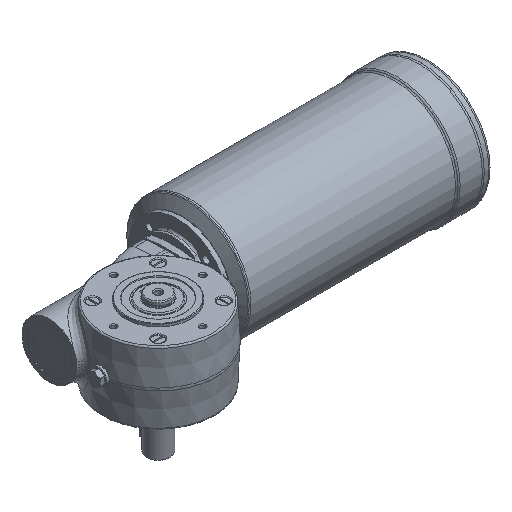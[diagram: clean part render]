
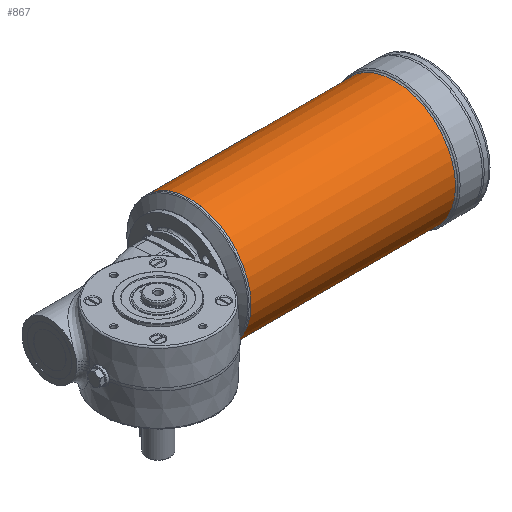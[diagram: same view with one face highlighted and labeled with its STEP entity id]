
A CAD part, isometric view. The second image highlights one B-rep face of the part: STEP entity #867.
In plain terms, the highlighted cylindrical face has radius 64.5 mm (diameter 129 mm), a full revolution.
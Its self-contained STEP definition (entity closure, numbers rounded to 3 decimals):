
#867 = ADVANCED_FACE( '', ( #2084, #2085 ), #2086, .T. );
#2084 = FACE_OUTER_BOUND( '', #5486, .T. );
#2085 = FACE_OUTER_BOUND( '', #5487, .T. );
#2086 = CYLINDRICAL_SURFACE( '', #5488, 64.5 );
#5486 = EDGE_LOOP( '', ( #8742 ) );
#5487 = EDGE_LOOP( '', ( #8743 ) );
#5488 = AXIS2_PLACEMENT_3D( '', #8744, #8745, #8746 );
#8742 = ORIENTED_EDGE( '', *, *, #11317, .T. );
#8743 = ORIENTED_EDGE( '', *, *, #11094, .T. );
#8744 = CARTESIAN_POINT( '', ( 243.668, 50., 0. ) );
#8745 = DIRECTION( '', ( -1., 0., 0. ) );
#8746 = DIRECTION( '', ( 0., 1., 0. ) );
#11094 = EDGE_CURVE( '', #12687, #12687, #12688, .T. );
#11317 = EDGE_CURVE( '', #13014, #13014, #13015, .F. );
#12687 = VERTEX_POINT( '', #15819 );
#12688 = CIRCLE( '', #15820, 64.5 );
#13014 = VERTEX_POINT( '', #16527 );
#13015 = CIRCLE( '', #16528, 64.5 );
#15819 = CARTESIAN_POINT( '', ( 83.5, 114.5, 0. ) );
#15820 = AXIS2_PLACEMENT_3D( '', #18365, #18366, #18367 );
#16527 = CARTESIAN_POINT( '', ( 299.672, 114.5, 0. ) );
#16528 = AXIS2_PLACEMENT_3D( '', #18656, #18657, #18658 );
#18365 = CARTESIAN_POINT( '', ( 83.5, 50., 0. ) );
#18366 = DIRECTION( '', ( 1., 0., 0. ) );
#18367 = DIRECTION( '', ( 0., 1., 0. ) );
#18656 = CARTESIAN_POINT( '', ( 299.672, 50., 0. ) );
#18657 = DIRECTION( '', ( 1., 0., 0. ) );
#18658 = DIRECTION( '', ( 0., 1., 0. ) );
